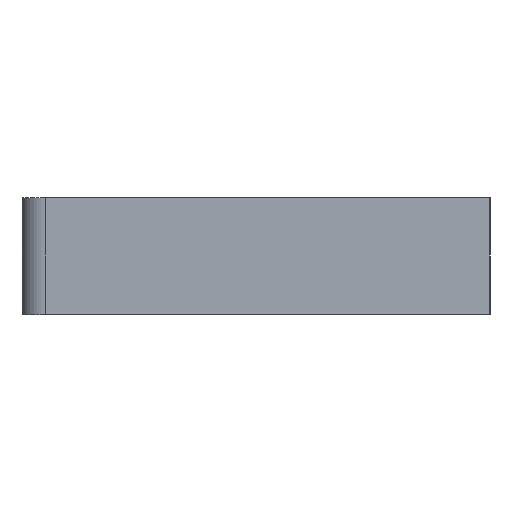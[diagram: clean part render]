
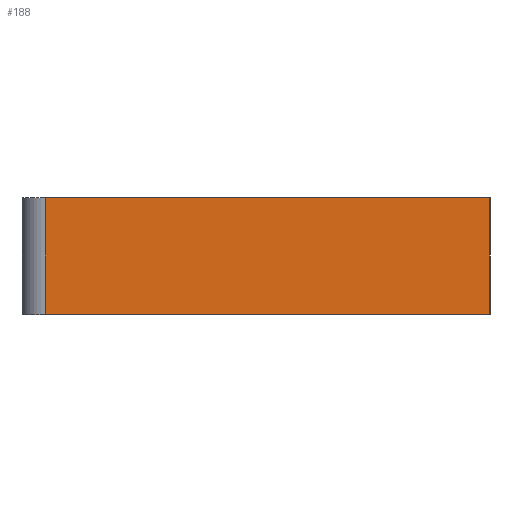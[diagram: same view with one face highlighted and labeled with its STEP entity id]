
A CAD part, left-side view. The second image highlights one B-rep face of the part: STEP entity #188.
In plain terms, the highlighted planar face has unit normal (-1, 0, 0).
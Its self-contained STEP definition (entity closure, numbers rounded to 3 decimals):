
#22=PLANE('',#220);
#32=FACE_OUTER_BOUND('',#44,.T.);
#44=EDGE_LOOP('',(#161,#162,#163,#164));
#56=LINE('',#299,#72);
#57=LINE('',#308,#73);
#62=LINE('',#323,#78);
#63=LINE('',#324,#79);
#72=VECTOR('',#242,10.);
#73=VECTOR('',#253,10.);
#78=VECTOR('',#270,10.);
#79=VECTOR('',#271,10.);
#96=VERTEX_POINT('',#296);
#97=VERTEX_POINT('',#298);
#100=VERTEX_POINT('',#306);
#104=VERTEX_POINT('',#322);
#114=EDGE_CURVE('',#96,#97,#56,.T.);
#119=EDGE_CURVE('',#97,#100,#57,.T.);
#126=EDGE_CURVE('',#96,#104,#62,.T.);
#127=EDGE_CURVE('',#100,#104,#63,.T.);
#161=ORIENTED_EDGE('',*,*,#119,.F.);
#162=ORIENTED_EDGE('',*,*,#114,.F.);
#163=ORIENTED_EDGE('',*,*,#126,.T.);
#164=ORIENTED_EDGE('',*,*,#127,.F.);
#188=ADVANCED_FACE('',(#32),#22,.T.);
#220=AXIS2_PLACEMENT_3D('',#321,#268,#269);
#242=DIRECTION('',(0.,1.,0.));
#253=DIRECTION('',(0.,0.,1.));
#268=DIRECTION('center_axis',(-1.,0.,0.));
#269=DIRECTION('ref_axis',(0.,-1.,0.));
#270=DIRECTION('',(0.,0.,1.));
#271=DIRECTION('',(0.,-1.,0.));
#296=CARTESIAN_POINT('',(-96.,-8.,60.));
#298=CARTESIAN_POINT('',(-96.,11.,60.));
#299=CARTESIAN_POINT('',(-96.,-8.,60.));
#306=CARTESIAN_POINT('',(-96.,11.,65.));
#308=CARTESIAN_POINT('',(-96.,11.,60.));
#321=CARTESIAN_POINT('Origin',(-96.,12.,60.));
#322=CARTESIAN_POINT('',(-96.,-8.,65.));
#323=CARTESIAN_POINT('',(-96.,-8.,60.));
#324=CARTESIAN_POINT('',(-96.,-8.,65.));
